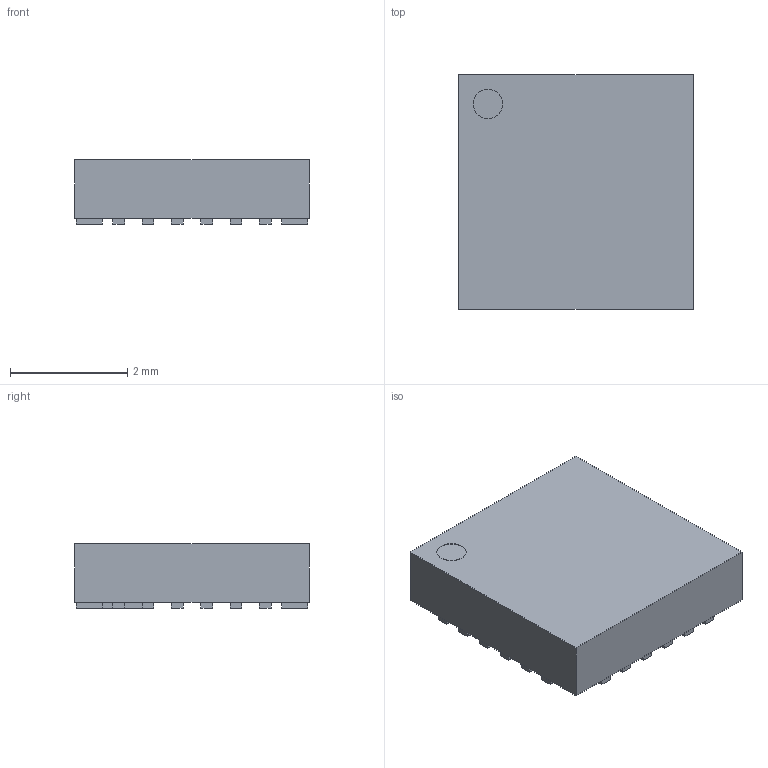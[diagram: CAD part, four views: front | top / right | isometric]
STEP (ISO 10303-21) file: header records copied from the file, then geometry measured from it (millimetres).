
FILE_DESCRIPTION (( 'STEP AP214' ), '1' );
FILE_NAME ('FCQFN24.stp.STEP', '2020-09-06T12:45:09', ( 'Elessar' ), ( '' ), 'SwSTEP 2.0', 'SolidWorks 2018', '' );
FILE_SCHEMA (( 'AUTOMOTIVE_DESIGN' ));
Length unit declared in the file: millimetre
Products named in the file (1): FCQFN24.stp
Bounding box: 4 x 4 x 1.1 mm (x, y, z)
Volume: 16.3 mm3; surface area: 57.1 mm2
Topology: 25 solids, 25 shells, 153 faces, 306 edges, 204 vertices
Faces by surface type: plane 151, cylinder 2
Entity records: 4167 total; most frequent: CARTESIAN_POINT 664, DIRECTION 618, ORIENTED_EDGE 612, EDGE_CURVE 306, VECTOR 302, LINE 302, VERTEX_POINT 204, AXIS2_PLACEMENT_3D 158
